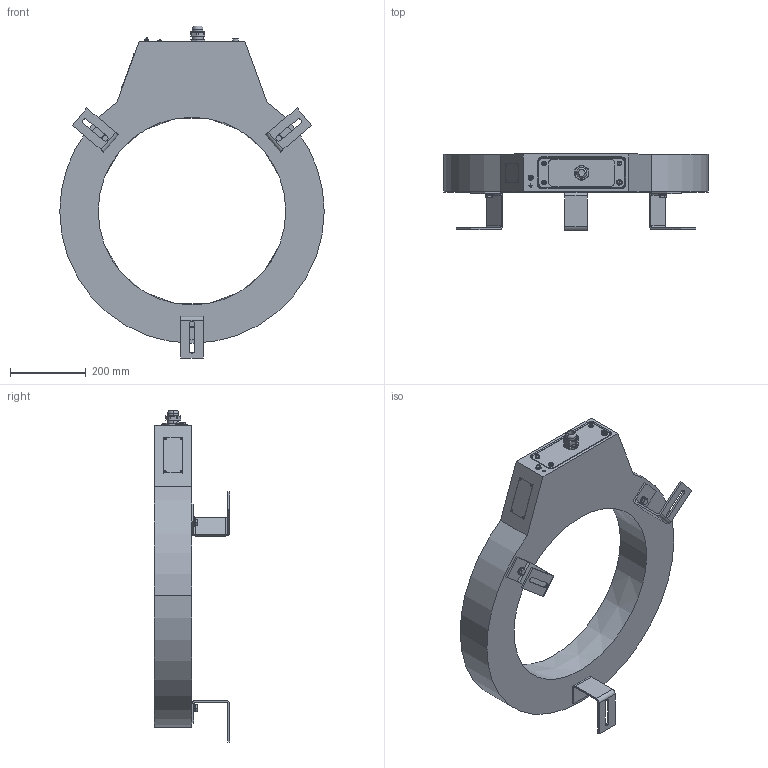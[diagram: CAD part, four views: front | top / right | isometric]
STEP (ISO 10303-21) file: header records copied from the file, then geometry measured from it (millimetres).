
FILE_DESCRIPTION (( 'STEP AP203' ), '1' );
FILE_NAME ('畟-110-IX-2.2-1.STEP', '2022-08-02T03:43:38', ( '' ), ( '' ), 'SwSTEP 2.0', 'SolidWorks 2010', '' );
FILE_SCHEMA (( 'CONFIG_CONTROL_DESIGN' ));
Length unit declared in the file: millimetre
Products named in the file (1): 畟-110-IX-2.2-1
Bounding box: 700 x 200 x 879 mm (x, y, z)
Surface area: 964936 mm2 (no closed solid volume)
Topology: 0 solids, 36 shells, 289 faces, 901 edges, 614 vertices
Faces by surface type: plane 119, cylinder 105, torus 21, sphere 19, cone 17, bspline 8
Entity records: 10416 total; most frequent: CARTESIAN_POINT 2343, DIRECTION 1849, ORIENTED_EDGE 1375, EDGE_CURVE 901, AXIS2_PLACEMENT_3D 734, VERTEX_POINT 614, CIRCLE 452, VECTOR 381
